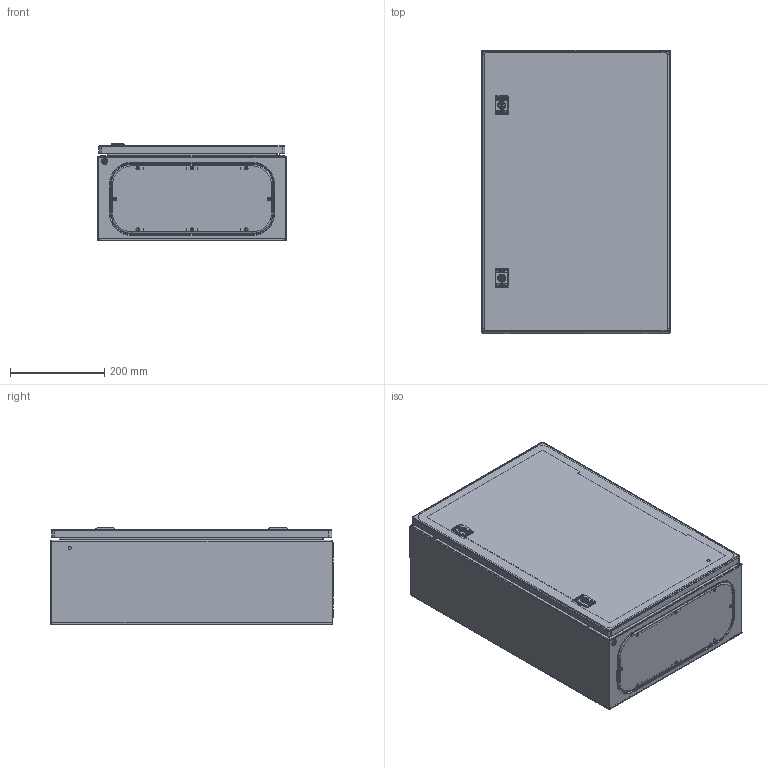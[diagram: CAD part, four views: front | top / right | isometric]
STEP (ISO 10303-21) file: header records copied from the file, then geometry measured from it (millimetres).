
FILE_DESCRIPTION(('STEP AP242'),'1');
FILE_NAME('nsycrn64200p.stp','2019-07-16T06:29:13',('TraceParts'),('TraceParts S.A.'),'Spatial InterOp 3D',' ',' ');
FILE_SCHEMA(('AP242_MANAGED_MODEL_BASED_3D_ENGINEERING_MIM_LF {1 0 10303 442 1 1 4}'));
Length unit declared in the file: millimetre
Products named in the file (1): NSYCRN64200P_ASM|BODY_CRN64_200#BODY_CRN64_200;BODY_CRN64_200
Bounding box: 400 x 601.2 x 207.31 mm (x, y, z)
Volume: 1736558 mm3; surface area: 2394509.2 mm2
Topology: 8 solids, 20 shells, 3753 faces, 10124 edges, 6403 vertices
Faces by surface type: plane 1487, cylinder 1136, cone 322, extrusion 292, torus 254, bspline 180, sphere 78, revolution 4
Entity records: 133248 total; most frequent: CARTESIAN_POINT 40362, ORIENTED_EDGE 20064, DIRECTION 18458, EDGE_CURVE 10032, AXIS2_PLACEMENT_3D 6462, VERTEX_POINT 6403, VECTOR 5530, LINE 5238
